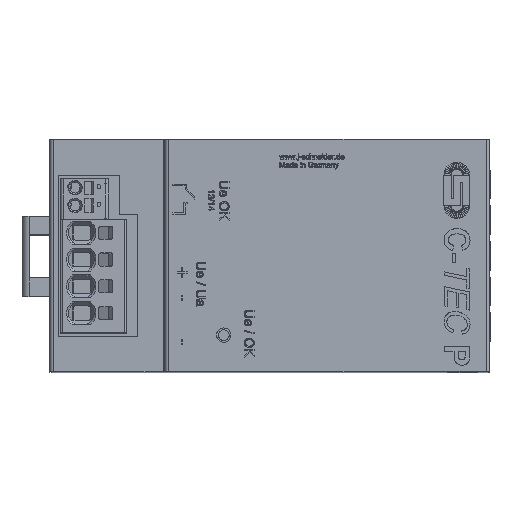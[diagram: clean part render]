
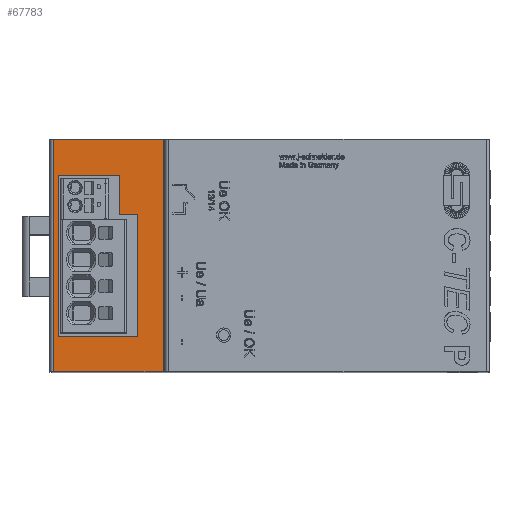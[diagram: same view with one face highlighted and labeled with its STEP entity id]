
A CAD part, top view. The second image highlights one B-rep face of the part: STEP entity #67783.
In plain terms, the highlighted planar face has unit normal (0, 0, 1).
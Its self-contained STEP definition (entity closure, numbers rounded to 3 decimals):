
#5139=FACE_BOUND('',#13892,.T.);
#6830=PLANE('',#72334);
#9822=FACE_OUTER_BOUND('',#13891,.T.);
#13891=EDGE_LOOP('',(#57487,#57488,#57489,#57490));
#13892=EDGE_LOOP('',(#57491,#57492,#57493,#57494,#57495,#57496));
#19898=LINE('',#105441,#26950);
#19902=LINE('',#105449,#26954);
#19905=LINE('',#105455,#26957);
#19908=LINE('',#105461,#26960);
#19911=LINE('',#105467,#26963);
#19914=LINE('',#105472,#26966);
#19975=LINE('',#105656,#27027);
#19979=LINE('',#105671,#27031);
#19983=LINE('',#105681,#27035);
#19989=LINE('',#105696,#27041);
#26950=VECTOR('',#84064,5.216);
#26954=VECTOR('',#84070,34.);
#26957=VECTOR('',#84075,22.3);
#26960=VECTOR('',#84080,45.);
#26963=VECTOR('',#84085,11.);
#26966=VECTOR('',#84090,17.084);
#27027=VECTOR('',#84299,65.);
#27031=VECTOR('',#84317,65.);
#27035=VECTOR('',#84327,30.7);
#27041=VECTOR('',#84345,30.7);
#34286=VERTEX_POINT('',#105439);
#34287=VERTEX_POINT('',#105440);
#34290=VERTEX_POINT('',#105448);
#34292=VERTEX_POINT('',#105454);
#34294=VERTEX_POINT('',#105460);
#34296=VERTEX_POINT('',#105466);
#34345=VERTEX_POINT('',#105653);
#34346=VERTEX_POINT('',#105655);
#34349=VERTEX_POINT('',#105669);
#34350=VERTEX_POINT('',#105670);
#42318=EDGE_CURVE('',#34286,#34287,#19898,.T.);
#42322=EDGE_CURVE('',#34287,#34290,#19902,.T.);
#42325=EDGE_CURVE('',#34290,#34292,#19905,.T.);
#42328=EDGE_CURVE('',#34292,#34294,#19908,.T.);
#42331=EDGE_CURVE('',#34296,#34286,#19911,.T.);
#42334=EDGE_CURVE('',#34294,#34296,#19914,.T.);
#42424=EDGE_CURVE('',#34345,#34346,#19975,.T.);
#42431=EDGE_CURVE('',#34349,#34350,#19979,.T.);
#42437=EDGE_CURVE('',#34346,#34350,#19983,.T.);
#42445=EDGE_CURVE('',#34349,#34345,#19989,.T.);
#57487=ORIENTED_EDGE('',*,*,#42431,.T.);
#57488=ORIENTED_EDGE('',*,*,#42437,.F.);
#57489=ORIENTED_EDGE('',*,*,#42424,.F.);
#57490=ORIENTED_EDGE('',*,*,#42445,.F.);
#57491=ORIENTED_EDGE('',*,*,#42328,.T.);
#57492=ORIENTED_EDGE('',*,*,#42334,.T.);
#57493=ORIENTED_EDGE('',*,*,#42331,.T.);
#57494=ORIENTED_EDGE('',*,*,#42318,.T.);
#57495=ORIENTED_EDGE('',*,*,#42322,.T.);
#57496=ORIENTED_EDGE('',*,*,#42325,.T.);
#67783=ADVANCED_FACE('',(#9822,#5139),#6830,.T.);
#72334=AXIS2_PLACEMENT_3D('',#105697,#84346,#84347);
#84064=DIRECTION('',(1.,0.,0.));
#84070=DIRECTION('',(0.,-1.,0.));
#84075=DIRECTION('',(-1.,0.,0.));
#84080=DIRECTION('',(0.,1.,0.));
#84085=DIRECTION('',(0.,-1.,0.));
#84090=DIRECTION('',(1.,0.,0.));
#84299=DIRECTION('',(0.,1.,0.));
#84317=DIRECTION('',(0.,1.,0.));
#84327=DIRECTION('',(1.,0.,0.));
#84345=DIRECTION('',(-1.,0.,0.));
#84346=DIRECTION('center_axis',(0.,0.,
1.));
#84347=DIRECTION('ref_axis',(-1.,0.,0.));
#105439=CARTESIAN_POINT('',(-42.165,11.5,116.6));
#105440=CARTESIAN_POINT('',(-36.949,11.5,116.6));
#105441=CARTESIAN_POINT('',(-40.817,11.5,116.6));
#105448=CARTESIAN_POINT('',(-36.949,-22.5,116.6));
#105449=CARTESIAN_POINT('',(-36.949,-11.25,116.6));
#105454=CARTESIAN_POINT('',(-59.249,-22.5,116.6));
#105455=CARTESIAN_POINT('',(-51.217,-22.5,116.6));
#105460=CARTESIAN_POINT('',(-59.249,22.5,116.6));
#105461=CARTESIAN_POINT('',(-59.249,11.25,116.6));
#105466=CARTESIAN_POINT('',(-42.165,22.5,116.6));
#105467=CARTESIAN_POINT('',(-42.165,5.75,116.6));
#105472=CARTESIAN_POINT('',(-43.425,22.5,116.6));
#105653=CARTESIAN_POINT('',(-60.6,-32.5,116.6));
#105655=CARTESIAN_POINT('',(-60.6,32.5,116.6));
#105656=CARTESIAN_POINT('',(-60.6,-32.5,116.6));
#105669=CARTESIAN_POINT('',(-29.9,-32.5,116.6));
#105670=CARTESIAN_POINT('',(-29.9,32.5,116.6));
#105671=CARTESIAN_POINT('',(-29.9,0.,116.6));
#105681=CARTESIAN_POINT('',(-27.638,32.5,116.6));
#105696=CARTESIAN_POINT('',(-29.9,-32.5,116.6));
#105697=CARTESIAN_POINT('Origin',(-44.685,0.,
116.6));
